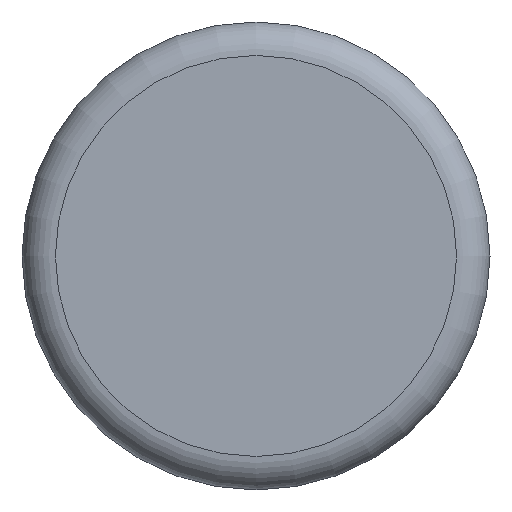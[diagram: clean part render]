
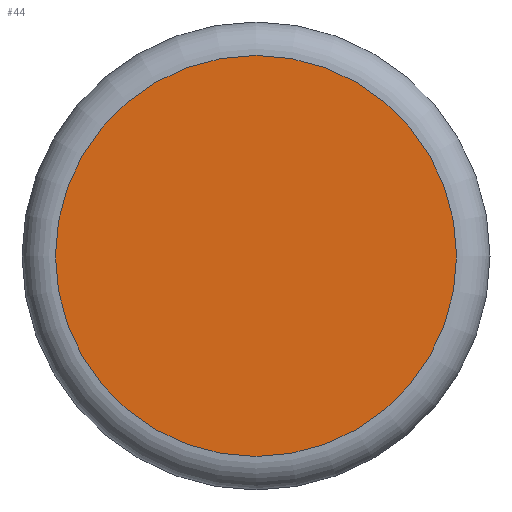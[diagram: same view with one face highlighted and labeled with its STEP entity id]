
A CAD part, top view. The second image highlights one B-rep face of the part: STEP entity #44.
In plain terms, the highlighted planar face has unit normal (0, 0, 1).
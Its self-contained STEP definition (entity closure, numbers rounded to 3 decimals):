
#44 = ADVANCED_FACE( '', ( #91 ), #92, .T. );
#91 = FACE_OUTER_BOUND( '', #137, .T. );
#92 = PLANE( '', #138 );
#137 = EDGE_LOOP( '', ( #187 ) );
#138 = AXIS2_PLACEMENT_3D( '', #188, #189, #190 );
#187 = ORIENTED_EDGE( '', *, *, #220, .T. );
#188 = CARTESIAN_POINT( '', ( 0., 0., 42.5 ) );
#189 = DIRECTION( '', ( 0., 0., 1. ) );
#190 = DIRECTION( '', ( 1., 0., 0. ) );
#220 = EDGE_CURVE( '', #243, #243, #244, .T. );
#243 = VERTEX_POINT( '', #271 );
#244 = CIRCLE( '', #272, 11.986 );
#271 = CARTESIAN_POINT( '', ( 11.986, 0., 42.5 ) );
#272 = AXIS2_PLACEMENT_3D( '', #300, #301, #302 );
#300 = CARTESIAN_POINT( '', ( 0., 0., 42.5 ) );
#301 = DIRECTION( '', ( 0., 0., 1. ) );
#302 = DIRECTION( '', ( 1., 0., 0. ) );
